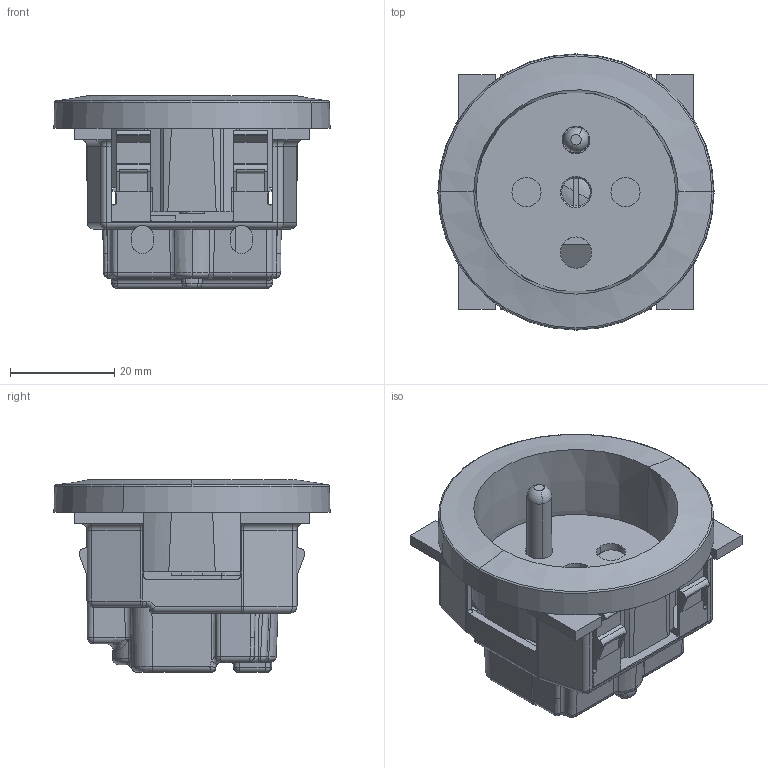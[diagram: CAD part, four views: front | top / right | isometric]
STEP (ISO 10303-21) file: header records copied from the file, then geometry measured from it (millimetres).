
FILE_DESCRIPTION(('CATIA V5 STEP Exchange','CAx-IF Rec.Pracs.--- Model Styling and Organization---1.5--- 2016-08-15','CAx-IF Rec.Pracs.---Supplemental Geometry---1.0---2011-11-01','CAx-IF Rec.Pracs.--- Composite Materials ---1.1---2010-07-15'),'2;1');
FILE_NAME('CM0115s.stp','2024-03-19T12:34:36+00:00',('none'),('none'),'CATIA Version 5-6 Release 2020 SP3','CATIA V5 STEP AP214 v2','none');
FILE_SCHEMA(('AUTOMOTIVE_DESIGN { 1 0 10303 214 1 1 1 1 }'));
Length unit declared in the file: millimetre
Products named in the file (1): CM0115s
Bounding box: 53 x 53 x 37 mm (x, y, z)
Volume: 17837.6 mm3; surface area: 24396.1 mm2
Topology: 8 solids, 8 shells, 560 faces, 1519 edges, 952 vertices
Faces by surface type: plane 265, cylinder 171, bspline 47, torus 24, cone 22, sphere 17, revolution 8, extrusion 6
Entity records: 19463 total; most frequent: CARTESIAN_POINT 6800, ORIENTED_EDGE 2992, DIRECTION 1931, EDGE_CURVE 1496, VERTEX_POINT 952, VECTOR 864, LINE 858, AXIS2_PLACEMENT_3D 716
